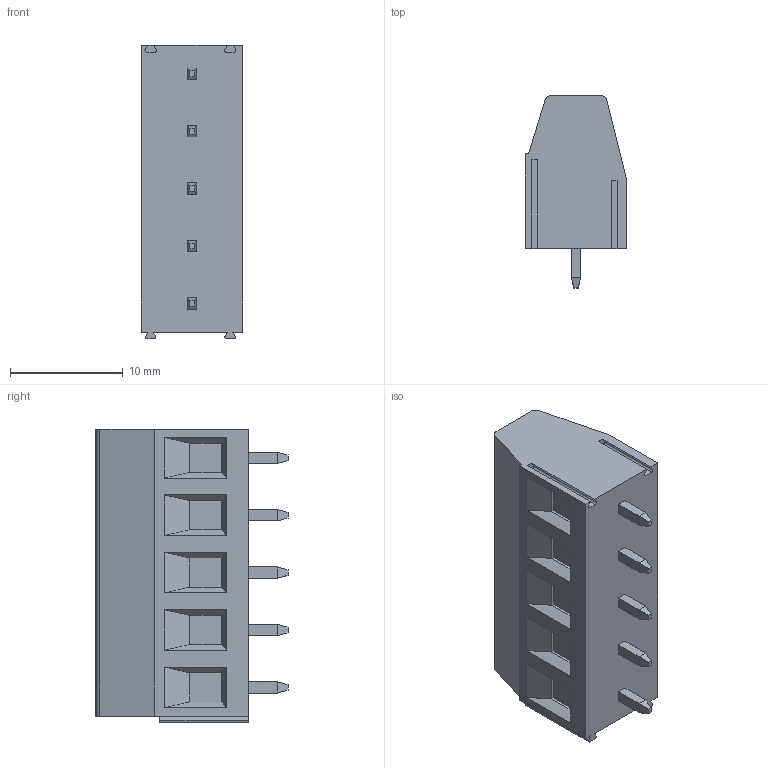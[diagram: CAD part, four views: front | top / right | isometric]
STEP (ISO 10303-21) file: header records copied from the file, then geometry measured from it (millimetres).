
FILE_DESCRIPTION((''),'2;1');
FILE_NAME('PRT0053','2025-01-13T',('yanfa'),(''),'PRO/ENGINEER BY PARAMETRIC TECHNOLOGY CORPORATION, 2009280','PRO/ENGINEER BY PARAMETRIC TECHNOLOGY CORPORATION, 2009280','');
FILE_SCHEMA(('AUTOMOTIVE_DESIGN_CC2 { 1 2 10303 214 -1 1 5 2 }'));
Length unit declared in the file: millimetre
Products named in the file (1): PRT0053
Bounding box: 9 x 17 x 26 mm (x, y, z)
Volume: 2627.6 mm3; surface area: 1587.8 mm2
Topology: 1 solids, 1 shells, 220 faces, 539 edges, 336 vertices
Faces by surface type: plane 150, cylinder 40, cone 20, torus 10
Entity records: 6463 total; most frequent: CARTESIAN_POINT 1215, DIRECTION 1079, ORIENTED_EDGE 1078, EDGE_CURVE 539, VECTOR 399, LINE 399, AXIS2_PLACEMENT_3D 340, VERTEX_POINT 336
